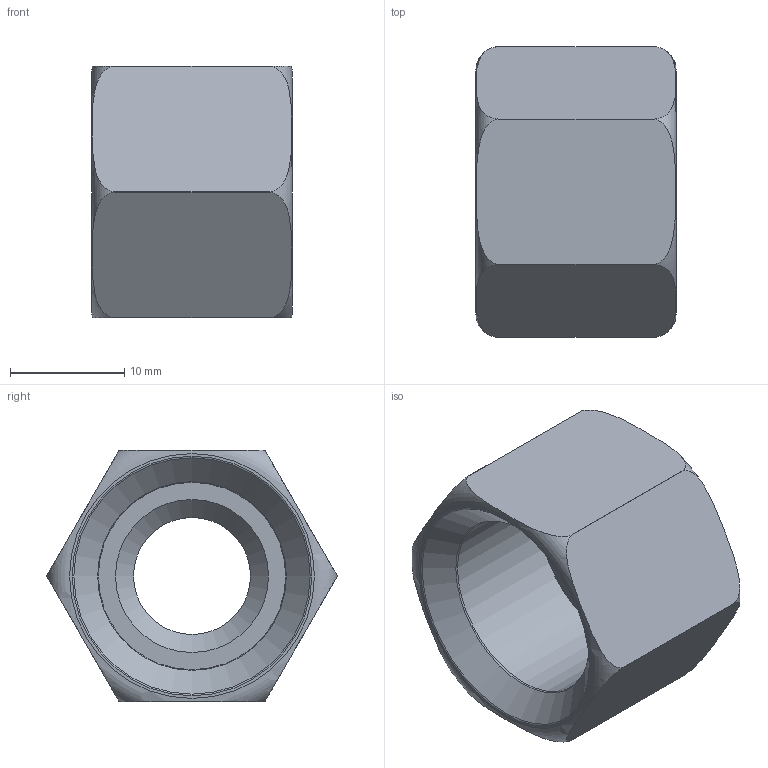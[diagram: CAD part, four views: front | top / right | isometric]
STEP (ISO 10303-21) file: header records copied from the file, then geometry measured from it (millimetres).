
FILE_DESCRIPTION(/* description */ (''),/* implementation_level */ '2;1');
FILE_NAME(/* name */ 'X-M10.stp',/* time_stamp */ '2025-01-15T15:56:22+01:00',/* author */ (''),/* organization */ (''),/* preprocessor_version */ 'ST-DEVELOPER v16',/* originating_system */ 'SIEMENS PLM Software NX 10.0',/* authorisation */ '');
FILE_SCHEMA (('AP203_CONFIGURATION_CONTROLLED_3D_DESIGN_OF_MECHANICAL_PARTS_AND_ASSEMBLIES_MIM_LF { 1 0 10303 403 2 1 2}'));
Length unit declared in the file: millimetre
Products named in the file (1): nwer36809CEC4pwd
Bounding box: 17.5 x 25.4 x 22.01 mm (x, y, z)
Volume: 4092.5 mm3; surface area: 2684.1 mm2
Topology: 1 solids, 1 shells, 24 faces, 61 edges, 40 vertices
Faces by surface type: plane 9, cylinder 8, torus 4, cone 3
Full cylindrical faces by diameter (mm): 10.225 x1, 16.38 x1
Entity records: 870 total; most frequent: CARTESIAN_POINT 263, DIRECTION 108, ORIENTED_EDGE 94, AXIS2_PLACEMENT_3D 48, EDGE_CURVE 47, EDGE_LOOP 36, VERTEX_POINT 35, FACE_BOUND 24
